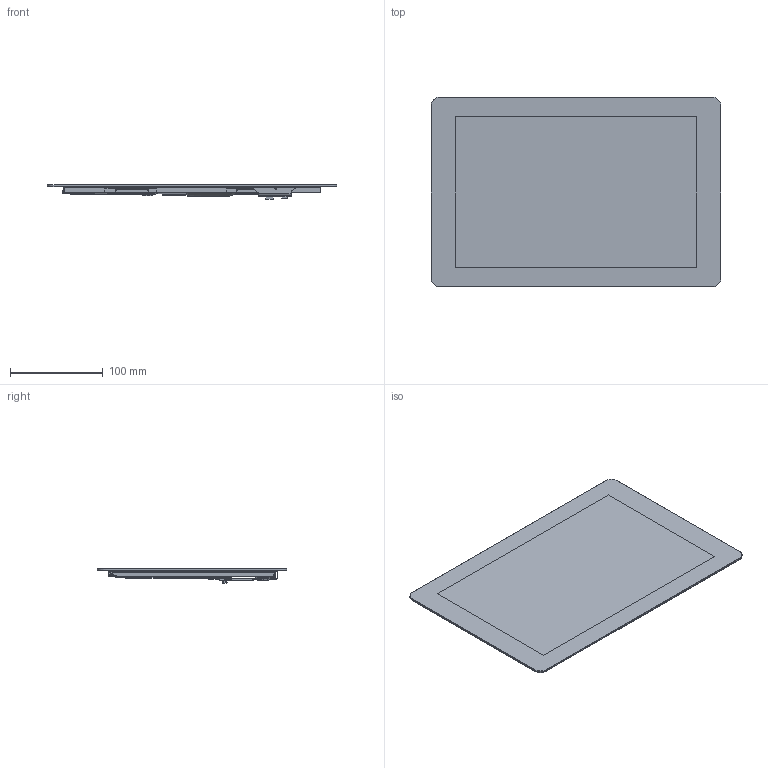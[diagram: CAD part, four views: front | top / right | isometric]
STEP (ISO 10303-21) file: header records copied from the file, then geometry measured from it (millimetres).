
FILE_DESCRIPTION(/* description */ (''),/* implementation_level */ '2;1');
FILE_NAME(/* name */ '3D_RVT121HVLNWC00-B_Rev.1.0.stp',/* time_stamp */ '2024-02-21T14:00:14+01:00',/* author */ ('Mateusz Natywa'),/* organization */ (''),/* preprocessor_version */ 'ST-DEVELOPER v17',/* originating_system */ 'Autodesk Inventor 2019',/* authorisation */ '');
FILE_SCHEMA (('AUTOMOTIVE_DESIGN { 1 0 10303 214 3 1 1 }'));
Products named in the file (13): 3D_RVT121HVLNWCA0-B_Rev.1.0; CTP; CG; FPC; DST; Assembly1; 3D_RVT121HVLNWN00_Rev.0.1; BHSR-02VS-1_N_; FPC_1; CF25401D0R0-05-NH; cover_tape; cables; Tape
Assembly tree (12 placements, depth 3):
  3D_RVT121HVLNWCA0-B_Rev.1.0
    CTP
      CG
      FPC
      DST
    Assembly1
      3D_RVT121HVLNWN00_Rev.0.1
      BHSR-02VS-1_N_
      FPC_1
      CF25401D0R0-05-NH
      cover_tape
      cables
      Tape
Bounding box: 312.12 x 204.2 x 15.92 mm (x, y, z)
Volume: 459819.2 mm3; surface area: 621105 mm2
Topology: 68 solids, 68 shells, 4724 faces, 13431 edges, 8757 vertices
Faces by surface type: plane 2968, cylinder 1569, bspline 156, cone 15, sphere 10, torus 6
Full cylindrical faces by diameter (mm): 0.6 x2, 1.5 x2, 2.5 x2
Entity records: 385220 total; most frequent: CARTESIAN_POINT 259100, ORIENTED_EDGE 26836, DIRECTION 25541, EDGE_CURVE 13418, LINE 9919, VECTOR 9919, VERTEX_POINT 8757, AXIS2_PLACEMENT_3D 7811
